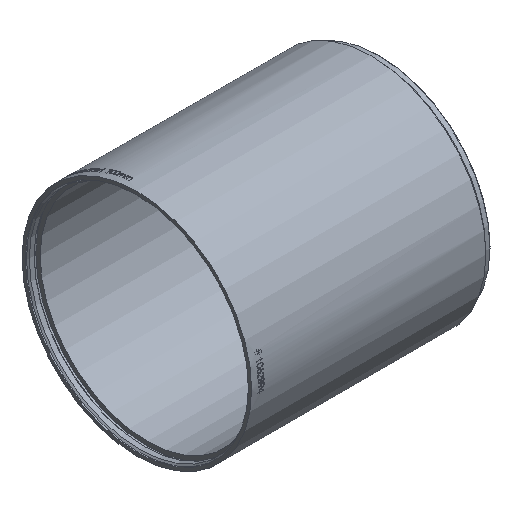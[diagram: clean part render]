
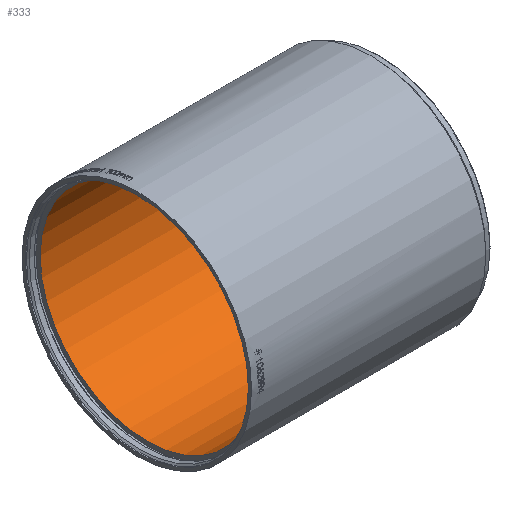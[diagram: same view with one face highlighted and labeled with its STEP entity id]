
A CAD part, isometric view. The second image highlights one B-rep face of the part: STEP entity #333.
In plain terms, the highlighted cylindrical face has radius 45.75 mm (diameter 91.5 mm), a full revolution.
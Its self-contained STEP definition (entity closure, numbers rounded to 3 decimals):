
#119=CIRCLE('',#3151,45.75);
#120=CIRCLE('',#3153,45.75);
#235=FACE_BOUND('',#650,.T.);
#236=FACE_BOUND('',#651,.T.);
#333=ADVANCED_FACE('',(#235,#236),#420,.F.);
#420=CYLINDRICAL_SURFACE('',#3154,45.75);
#650=EDGE_LOOP('',(#1614));
#651=EDGE_LOOP('',(#1615));
#1614=ORIENTED_EDGE('',*,*,#2586,.F.);
#1615=ORIENTED_EDGE('',*,*,#2585,.T.);
#2103=VERTEX_POINT('',#6382);
#2104=VERTEX_POINT('',#6385);
#2585=EDGE_CURVE('',#2103,#2103,#119,.T.);
#2586=EDGE_CURVE('',#2104,#2104,#120,.T.);
#3151=AXIS2_PLACEMENT_3D('',#6381,#3350,#3351);
#3153=AXIS2_PLACEMENT_3D('',#6384,#3354,#3355);
#3154=AXIS2_PLACEMENT_3D('',#6386,#3356,#3357);
#3350=DIRECTION('',(-1.,0.,0.));
#3351=DIRECTION('',(0.,0.,1.));
#3354=DIRECTION('',(-1.,0.,0.));
#3355=DIRECTION('',(0.,0.,1.));
#3356=DIRECTION('',(-1.,0.,0.));
#3357=DIRECTION('',(0.,0.,1.));
#6381=CARTESIAN_POINT('',(4.5,0.,0.));
#6382=CARTESIAN_POINT('',(4.5,0.,45.75));
#6384=CARTESIAN_POINT('',(103.9,0.,0.));
#6385=CARTESIAN_POINT('',(103.9,0.,45.75));
#6386=CARTESIAN_POINT('',(0.,0.,0.));
